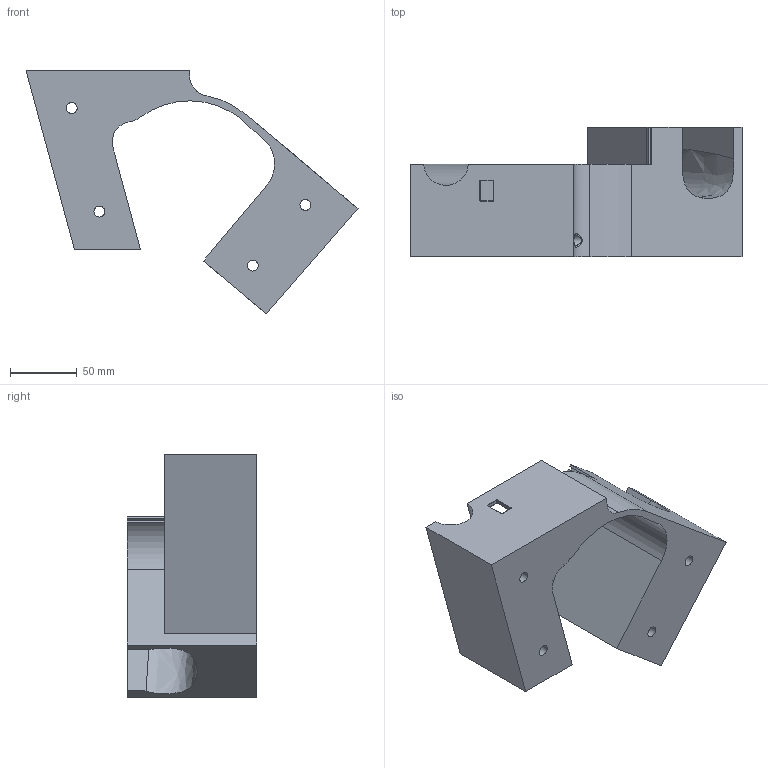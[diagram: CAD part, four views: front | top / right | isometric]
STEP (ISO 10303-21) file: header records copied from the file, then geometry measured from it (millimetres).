
FILE_DESCRIPTION(/* description */ (''),/* implementation_level */ '2;1');
FILE_NAME(/* name */ 'Fill right V3.step',/* time_stamp */ '2023-05-05T00:22:37+02:00',/* author */ (''),/* organization */ (''),/* preprocessor_version */ 'ST-DEVELOPER v19.2',/* originating_system */ 'Autodesk Translation Framework v12.4.0.73',/* authorisation */ '');
FILE_SCHEMA (('AUTOMOTIVE_DESIGN { 1 0 10303 214 3 1 1 }'));
Length unit declared in the file: millimetre
Products named in the file (1): Fill right V3
Bounding box: 248 x 96.8 x 182.21 mm (x, y, z)
Volume: 870520 mm3; surface area: 131534.8 mm2
Topology: 1 solids, 1 shells, 90 faces, 241 edges, 151 vertices
Faces by surface type: cylinder 36, plane 32, torus 11, bspline 5, sphere 4, cone 2
Full cylindrical faces by diameter (mm): 8 x1, 8.2 x4
Entity records: 3545 total; most frequent: CARTESIAN_POINT 1224, ORIENTED_EDGE 482, DIRECTION 478, EDGE_CURVE 241, AXIS2_PLACEMENT_3D 177, VERTEX_POINT 151, LINE 124, VECTOR 124
